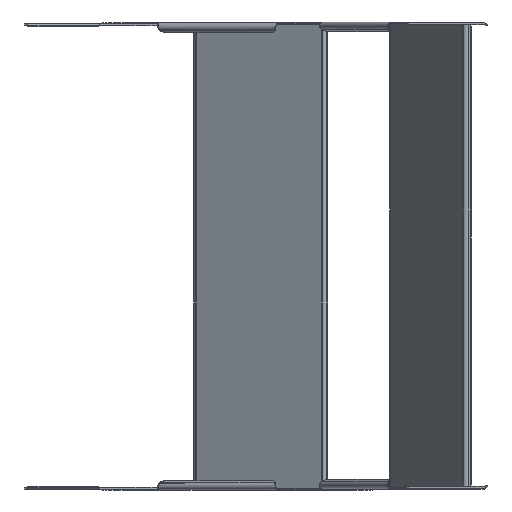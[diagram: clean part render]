
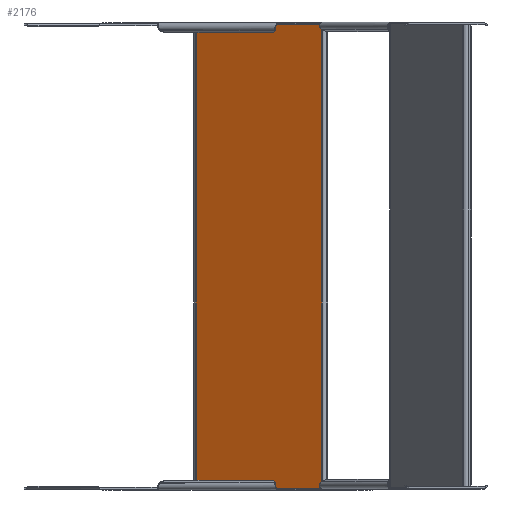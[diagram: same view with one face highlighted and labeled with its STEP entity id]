
A CAD part, left-side view. The second image highlights one B-rep face of the part: STEP entity #2176.
In plain terms, the highlighted face is planar.
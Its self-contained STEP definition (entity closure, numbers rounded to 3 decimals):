
#356=DIRECTION('',(1.,0.,0.));
#357=VECTOR('',#356,180.999);
#358=CARTESIAN_POINT('',(-90.5,1.25,-297.75));
#359=LINE('',#358,#357);
#364=CARTESIAN_POINT('',(91.75,1.25,-300.75));
#365=DIRECTION('',(0.,-1.,0.));
#366=DIRECTION('',(0.,0.,1.));
#367=AXIS2_PLACEMENT_3D('',#364,#365,#366);
#369=CARTESIAN_POINT('',(91.75,1.25,300.75));
#370=DIRECTION('',(0.,-1.,0.));
#371=DIRECTION('',(-0.385,0.,-0.923));
#372=AXIS2_PLACEMENT_3D('',#369,#370,#371);
#374=CARTESIAN_POINT('',(-91.75,1.25,300.75));
#375=DIRECTION('',(0.,-1.,0.));
#376=DIRECTION('',(0.,0.,-1.));
#377=AXIS2_PLACEMENT_3D('',#374,#375,#376);
#379=CARTESIAN_POINT('',(-91.75,1.25,-300.75));
#380=DIRECTION('',(0.,-1.,0.));
#381=DIRECTION('',(0.385,0.,0.923));
#382=AXIS2_PLACEMENT_3D('',#379,#380,#381);
#488=DIRECTION('',(1.,0.,0.));
#489=VECTOR('',#488,1.5);
#490=CARTESIAN_POINT('',(-93.25,1.25,-297.5));
#491=LINE('',#490,#489);
#580=DIRECTION('',(-1.,0.,0.));
#581=VECTOR('',#580,1.5);
#582=CARTESIAN_POINT('',(-91.75,1.25,297.5));
#583=LINE('',#582,#581);
#632=DIRECTION('',(-1.,0.,0.));
#633=VECTOR('',#632,180.999);
#634=CARTESIAN_POINT('',(90.5,1.25,297.75));
#635=LINE('',#634,#633);
#1015=DIRECTION('',(-1.,0.,0.));
#1016=VECTOR('',#1015,1.5);
#1017=CARTESIAN_POINT('',(93.25,1.25,297.5));
#1018=LINE('',#1017,#1016);
#1051=DIRECTION('',(0.,0.,1.));
#1052=VECTOR('',#1051,595.);
#1053=CARTESIAN_POINT('',(93.25,1.25,-297.5));
#1054=LINE('',#1053,#1052);
#1111=DIRECTION('',(1.,0.,0.));
#1112=VECTOR('',#1111,1.5);
#1113=CARTESIAN_POINT('',(91.75,1.25,-297.5));
#1114=LINE('',#1113,#1112);
#1183=DIRECTION('',(0.,0.,-1.));
#1184=VECTOR('',#1183,595.);
#1185=CARTESIAN_POINT('',(-93.25,1.25,297.5));
#1186=LINE('',#1185,#1184);
#1348=CARTESIAN_POINT('',(-90.5,1.25,-297.75));
#1349=CARTESIAN_POINT('',(90.5,1.25,-297.75));
#1350=VERTEX_POINT('',#1348);
#1351=VERTEX_POINT('',#1349);
#1352=CARTESIAN_POINT('',(-91.75,1.25,-297.5));
#1353=VERTEX_POINT('',#1352);
#1354=CARTESIAN_POINT('',(-93.25,1.25,-297.5));
#1355=VERTEX_POINT('',#1354);
#1356=CARTESIAN_POINT('',(-93.25,1.25,297.5));
#1357=VERTEX_POINT('',#1356);
#1358=CARTESIAN_POINT('',(-91.75,1.25,297.5));
#1359=VERTEX_POINT('',#1358);
#1360=CARTESIAN_POINT('',(-90.499,1.25,297.75));
#1361=VERTEX_POINT('',#1360);
#1362=CARTESIAN_POINT('',(90.5,1.25,297.75));
#1363=VERTEX_POINT('',#1362);
#1364=CARTESIAN_POINT('',(91.75,1.25,297.5));
#1365=VERTEX_POINT('',#1364);
#1366=CARTESIAN_POINT('',(93.25,1.25,297.5));
#1367=VERTEX_POINT('',#1366);
#1368=CARTESIAN_POINT('',(93.25,1.25,-297.5));
#1369=VERTEX_POINT('',#1368);
#1370=CARTESIAN_POINT('',(91.75,1.25,-297.5));
#1371=VERTEX_POINT('',#1370);
#2146=CARTESIAN_POINT('',(-192.5,1.25,300.));
#2147=DIRECTION('',(0.,-1.,0.));
#2148=DIRECTION('',(0.,0.,-1.));
#2149=AXIS2_PLACEMENT_3D('',#2146,#2147,#2148);
#2150=PLANE('',#2149);
#2151=ORIENTED_EDGE('',*,*,#2137,.T.);
#2153=ORIENTED_EDGE('',*,*,#2152,.F.);
#2155=ORIENTED_EDGE('',*,*,#2154,.T.);
#2157=ORIENTED_EDGE('',*,*,#2156,.T.);
#2159=ORIENTED_EDGE('',*,*,#2158,.T.);
#2161=ORIENTED_EDGE('',*,*,#2160,.F.);
#2163=ORIENTED_EDGE('',*,*,#2162,.T.);
#2165=ORIENTED_EDGE('',*,*,#2164,.F.);
#2167=ORIENTED_EDGE('',*,*,#2166,.T.);
#2169=ORIENTED_EDGE('',*,*,#2168,.T.);
#2171=ORIENTED_EDGE('',*,*,#2170,.T.);
#2173=ORIENTED_EDGE('',*,*,#2172,.F.);
#2174=EDGE_LOOP('',(#2151,#2153,#2155,#2157,#2159,#2161,#2163,#2165,#2167,#2169,
#2171,#2173));
#2175=FACE_OUTER_BOUND('',#2174,.F.);
#2176=ADVANCED_FACE('',(#2175),#2150,.F.);
#368=CIRCLE('',#367,3.25);
#373=CIRCLE('',#372,3.25);
#378=CIRCLE('',#377,3.25);
#383=CIRCLE('',#382,3.25);
#2137=EDGE_CURVE('',#1350,#1351,#359,.T.);
#2152=EDGE_CURVE('',#1371,#1351,#368,.T.);
#2154=EDGE_CURVE('',#1371,#1369,#1114,.T.);
#2156=EDGE_CURVE('',#1369,#1367,#1054,.T.);
#2158=EDGE_CURVE('',#1367,#1365,#1018,.T.);
#2160=EDGE_CURVE('',#1363,#1365,#373,.T.);
#2162=EDGE_CURVE('',#1363,#1361,#635,.T.);
#2164=EDGE_CURVE('',#1359,#1361,#378,.T.);
#2166=EDGE_CURVE('',#1359,#1357,#583,.T.);
#2168=EDGE_CURVE('',#1357,#1355,#1186,.T.);
#2170=EDGE_CURVE('',#1355,#1353,#491,.T.);
#2172=EDGE_CURVE('',#1350,#1353,#383,.T.);
